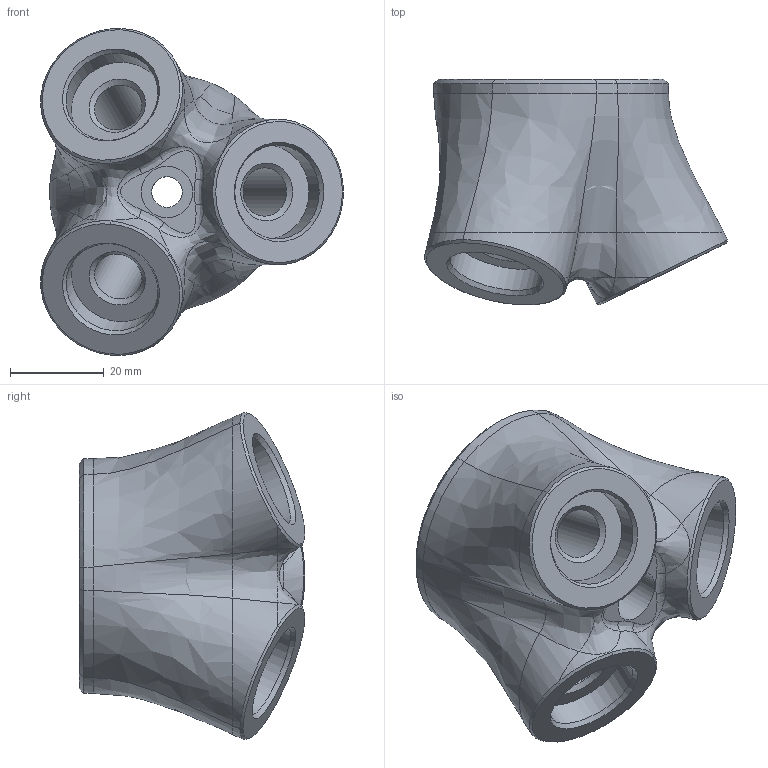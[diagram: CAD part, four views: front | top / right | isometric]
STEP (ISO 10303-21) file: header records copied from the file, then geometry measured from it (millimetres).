
FILE_DESCRIPTION(/* description */ (''),/* implementation_level */ '2;1');
FILE_NAME(/* name */ 'Drzak.stp',/* time_stamp */ '2012-10-22T13:07:43+02:00',/* author */ (''),/* organization */ (''),/* preprocessor_version */ 'ST-DEVELOPER v14',/* originating_system */ 'SIEMENS PLM Software NX 8.0',/* authorisation */ '');
FILE_SCHEMA (('AUTOMOTIVE_DESIGN { 1 0 10303 214 3 1 1 1 }'));
Length unit declared in the file: millimetre
Products named in the file (1): forn19ACE2CCacpg
Bounding box: 64.48 x 48.03 x 69.53 mm (x, y, z)
Volume: 82185.7 mm3; surface area: 16750 mm2
Topology: 1 solids, 1 shells, 95 faces, 208 edges, 119 vertices
Faces by surface type: bspline 39, cone 24, cylinder 23, plane 9
Full cylindrical faces by diameter (mm): 6.5 x1, 10.3 x3, 11 x1, 20 x3
Entity records: 8740 total; most frequent: CARTESIAN_POINT 6980, ORIENTED_EDGE 368, DIRECTION 287, EDGE_CURVE 184, AXIS2_PLACEMENT_3D 133, EDGE_LOOP 118, VERTEX_POINT 115, ADVANCED_FACE 95
